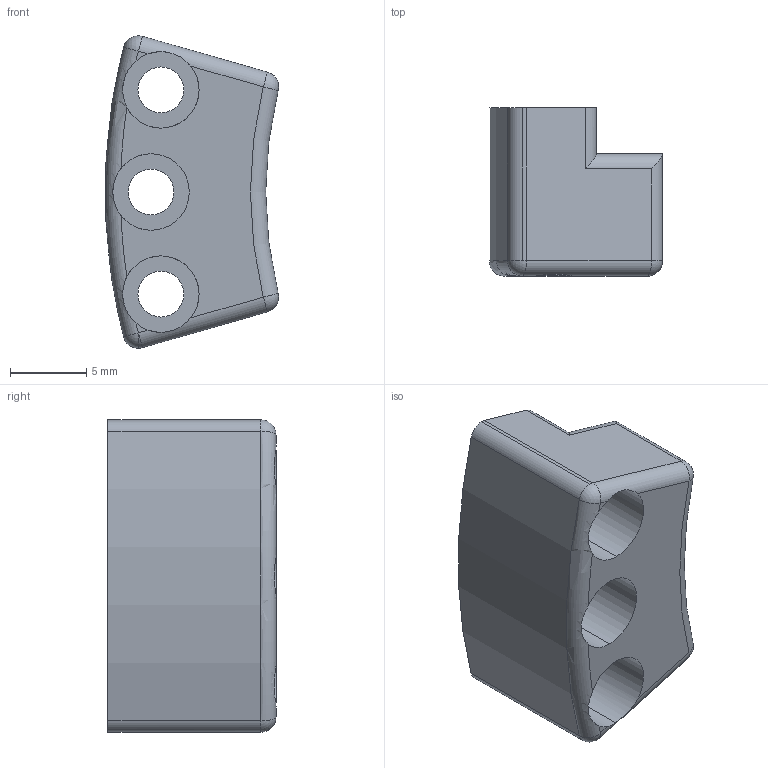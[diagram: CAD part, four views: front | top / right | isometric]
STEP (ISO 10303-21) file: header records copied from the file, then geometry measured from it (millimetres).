
FILE_DESCRIPTION (( 'STEP AP214' ), '1' );
FILE_NAME ('PartialBearingB.STEP', '2025-01-21T01:47:03', ( '' ), ( '' ), 'SwSTEP 2.0', 'SolidWorks 2025', '' );
FILE_SCHEMA (( 'AUTOMOTIVE_DESIGN' ));
Length unit declared in the file: millimetre
Products named in the file (1): PartialBearingB
Bounding box: 11.33 x 11 x 20.43 mm (x, y, z)
Volume: 1213.7 mm3; surface area: 1327.4 mm2
Topology: 1 solids, 1 shells, 48 faces, 129 edges, 81 vertices
Faces by surface type: cylinder 26, plane 14, sphere 5, torus 3
Entity records: 1594 total; most frequent: CARTESIAN_POINT 356, DIRECTION 273, ORIENTED_EDGE 250, EDGE_CURVE 125, AXIS2_PLACEMENT_3D 114, VERTEX_POINT 79, CIRCLE 65, EDGE_LOOP 54
